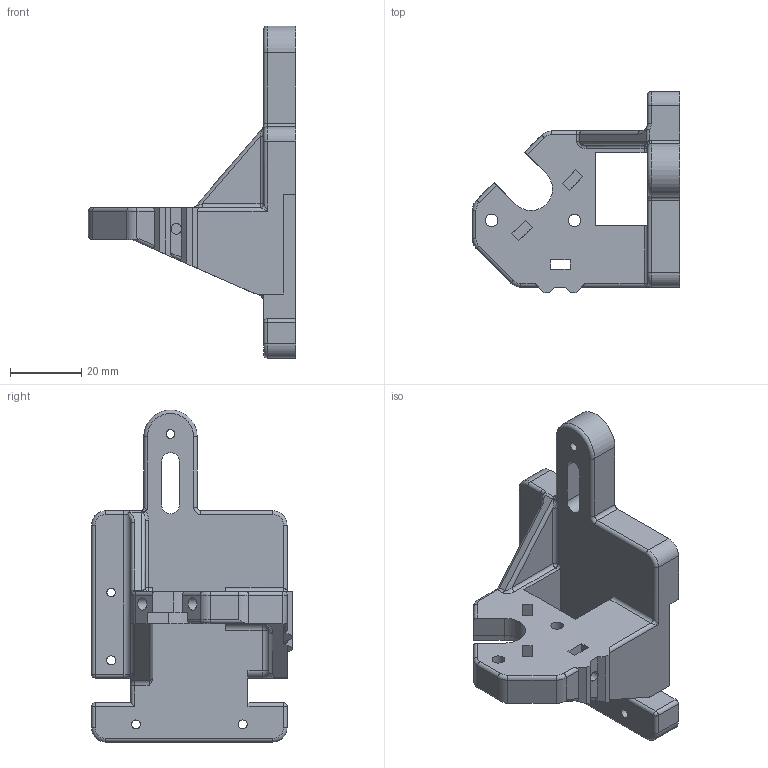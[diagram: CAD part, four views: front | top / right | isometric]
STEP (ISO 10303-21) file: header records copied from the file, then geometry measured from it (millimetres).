
FILE_DESCRIPTION(('STEP AP214'),'1');
FILE_NAME('Basic Mount Single V1.1.stp','2017-11-10T07:52:03',(' '),(' '),'Spatial InterOp 3D',' ',' ');
FILE_SCHEMA(('automotive_design'));
Length unit declared in the file: millimetre
Products named in the file (1): Basic Mount Single V1.1
Bounding box: 58.28 x 56.51 x 93.38 mm (x, y, z)
Volume: 45387.6 mm3; surface area: 17919.6 mm2
Topology: 1 solids, 1 shells, 222 faces, 573 edges, 356 vertices
Faces by surface type: plane 101, cylinder 82, torus 18, bspline 15, sphere 6
Full cylindrical faces by diameter (mm): 2.384 x2, 2.468 x1, 2.516 x2, 2.569 x2, 3 x2, 3.084 x1, 3.092 x4, 3.5 x6, 4.744 x1
Entity records: 15548 total; most frequent: CARTESIAN_POINT 8462, DIRECTION 1095, ORIENTED_EDGE 1070, EDGE_CURVE 535, AXIS2_PLACEMENT_3D 392, VERTEX_POINT 348, LINE 311, VECTOR 311
